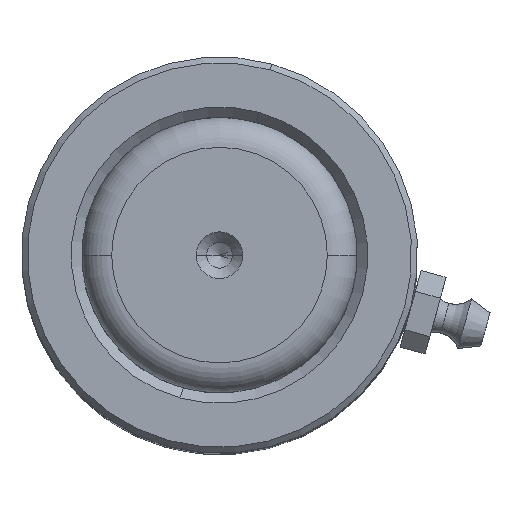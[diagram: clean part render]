
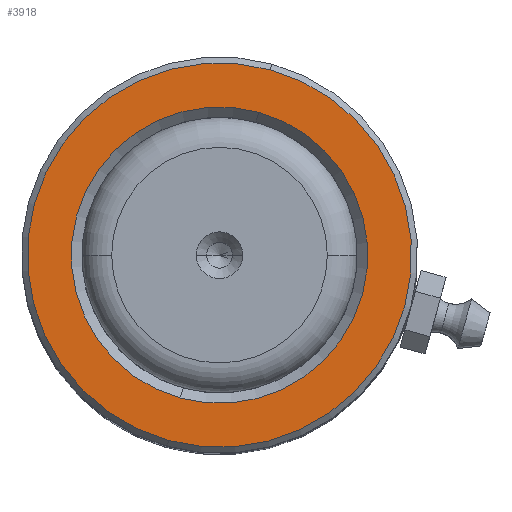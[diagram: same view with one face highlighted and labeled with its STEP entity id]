
A CAD part, top view. The second image highlights one B-rep face of the part: STEP entity #3918.
In plain terms, the highlighted planar face has unit normal (0, 0, 1).
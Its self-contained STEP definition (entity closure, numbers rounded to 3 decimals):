
#111 = EDGE_LOOP ( 'NONE', ( #8736, #5363 ) ) ;
#655 = CIRCLE ( 'NONE', #6852, 22.3 ) ;
#811 = VERTEX_POINT ( 'NONE', #7072 ) ;
#1644 = DIRECTION ( 'NONE',  ( 1., 0., 0. ) ) ;
#1673 = EDGE_LOOP ( 'NONE', ( #7918, #8858 ) ) ;
#1876 = CIRCLE ( 'NONE', #4963, 22.3 ) ;
#2037 = AXIS2_PLACEMENT_3D ( 'NONE', #5673, #2743, #7753 ) ;
#2221 = VERTEX_POINT ( 'NONE', #5203 ) ;
#2520 = CARTESIAN_POINT ( 'NONE',  ( 22.3, 0., 100. ) ) ;
#2743 = DIRECTION ( 'NONE',  ( 0., 0., -1. ) ) ;
#2754 = DIRECTION ( 'NONE',  ( 0., 0., 1. ) ) ;
#2821 = EDGE_CURVE ( 'NONE', #5675, #811, #4058, .T. ) ;
#2823 = CARTESIAN_POINT ( 'NONE',  ( 17.2, 0., 100. ) ) ;
#3051 = CARTESIAN_POINT ( 'NONE',  ( 0., 0., 100. ) ) ;
#3216 = FACE_OUTER_BOUND ( 'NONE', #1673, .T. ) ;
#3391 = AXIS2_PLACEMENT_3D ( 'NONE', #3051, #5157, #1644 ) ;
#3484 = VERTEX_POINT ( 'NONE', #2520 ) ;
#3729 = EDGE_CURVE ( 'NONE', #2221, #3484, #655, .T. ) ;
#3882 = EDGE_CURVE ( 'NONE', #3484, #2221, #1876, .T. ) ;
#3918 = ADVANCED_FACE ( 'NONE', ( #3216, #6277 ), #8553, .T. ) ;
#3941 = DIRECTION ( 'NONE',  ( 0., 0., -1. ) ) ;
#4058 = CIRCLE ( 'NONE', #2037, 17.2 ) ;
#4855 = DIRECTION ( 'NONE',  ( 1., 0., 0. ) ) ;
#4963 = AXIS2_PLACEMENT_3D ( 'NONE', #8277, #6271, #4855 ) ;
#5157 = DIRECTION ( 'NONE',  ( 0., 0., 1. ) ) ;
#5203 = CARTESIAN_POINT ( 'NONE',  ( -22.3, 0., 100. ) ) ;
#5363 = ORIENTED_EDGE ( 'NONE', *, *, #8502, .T. ) ;
#5449 = DIRECTION ( 'NONE',  ( 1., 0., 0. ) ) ;
#5673 = CARTESIAN_POINT ( 'NONE',  ( 0., 0., 100. ) ) ;
#5675 = VERTEX_POINT ( 'NONE', #2823 ) ;
#6271 = DIRECTION ( 'NONE',  ( 0., 0., 1. ) ) ;
#6277 = FACE_BOUND ( 'NONE', #111, .T. ) ;
#6331 = CIRCLE ( 'NONE', #8424, 17.2 ) ;
#6852 = AXIS2_PLACEMENT_3D ( 'NONE', #6965, #2754, #6938 ) ;
#6938 = DIRECTION ( 'NONE',  ( 1., 0., 0. ) ) ;
#6965 = CARTESIAN_POINT ( 'NONE',  ( 0., 0., 100. ) ) ;
#7072 = CARTESIAN_POINT ( 'NONE',  ( -17.2, 0., 100. ) ) ;
#7535 = CARTESIAN_POINT ( 'NONE',  ( 0., 0., 100. ) ) ;
#7753 = DIRECTION ( 'NONE',  ( 1., 0., 0. ) ) ;
#7918 = ORIENTED_EDGE ( 'NONE', *, *, #3729, .T. ) ;
#8277 = CARTESIAN_POINT ( 'NONE',  ( 0., 0., 100. ) ) ;
#8424 = AXIS2_PLACEMENT_3D ( 'NONE', #7535, #3941, #5449 ) ;
#8502 = EDGE_CURVE ( 'NONE', #811, #5675, #6331, .T. ) ;
#8553 = PLANE ( 'NONE',  #3391 ) ;
#8736 = ORIENTED_EDGE ( 'NONE', *, *, #2821, .T. ) ;
#8858 = ORIENTED_EDGE ( 'NONE', *, *, #3882, .T. ) ;
